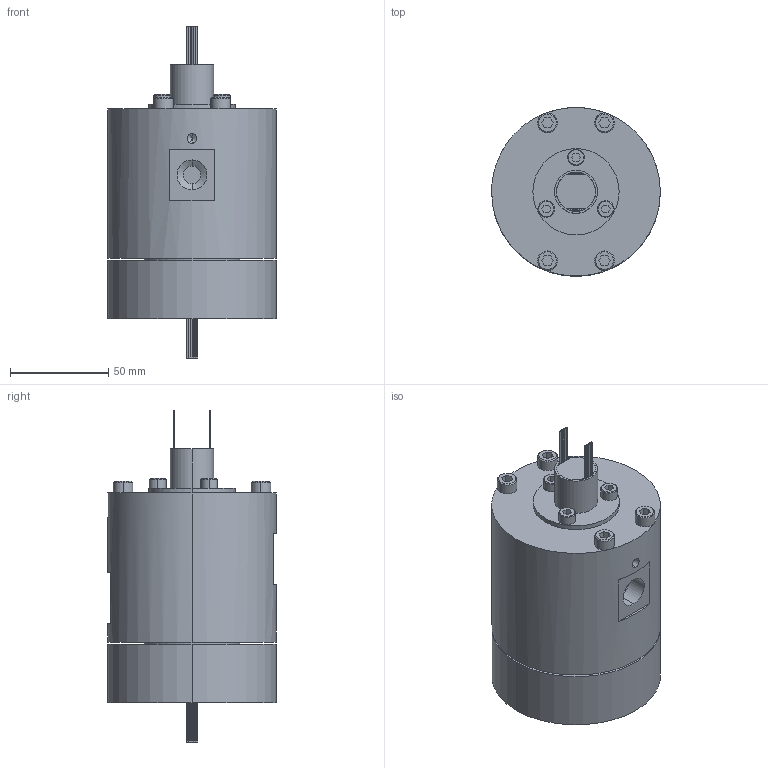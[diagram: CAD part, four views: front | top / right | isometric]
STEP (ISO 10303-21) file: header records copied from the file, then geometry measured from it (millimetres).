
FILE_DESCRIPTION (( 'STEP AP203' ), '1' );
FILE_NAME ('MKD23S-S12.STEP', '2020-11-21T03:11:18', ( '微软用户' ), ( '微软中国' ), 'SwSTEP 2.0', 'SolidWorks 2014', '' );
FILE_SCHEMA (( 'CONFIG_CONTROL_DESIGN' ));
Length unit declared in the file: millimetre
Products named in the file (1): MKD23S-S12
Bounding box: 86 x 86 x 169.2 mm (x, y, z)
Volume: 619153.4 mm3; surface area: 56963.4 mm2
Topology: 1 solids, 2 shells, 247 faces, 546 edges, 344 vertices
Faces by surface type: cylinder 108, plane 105, cone 34
Entity records: 7075 total; most frequent: CARTESIAN_POINT 1392, DIRECTION 1256, ORIENTED_EDGE 1068, EDGE_CURVE 534, AXIS2_PLACEMENT_3D 486, VERTEX_POINT 344, EDGE_LOOP 300, LINE 284
